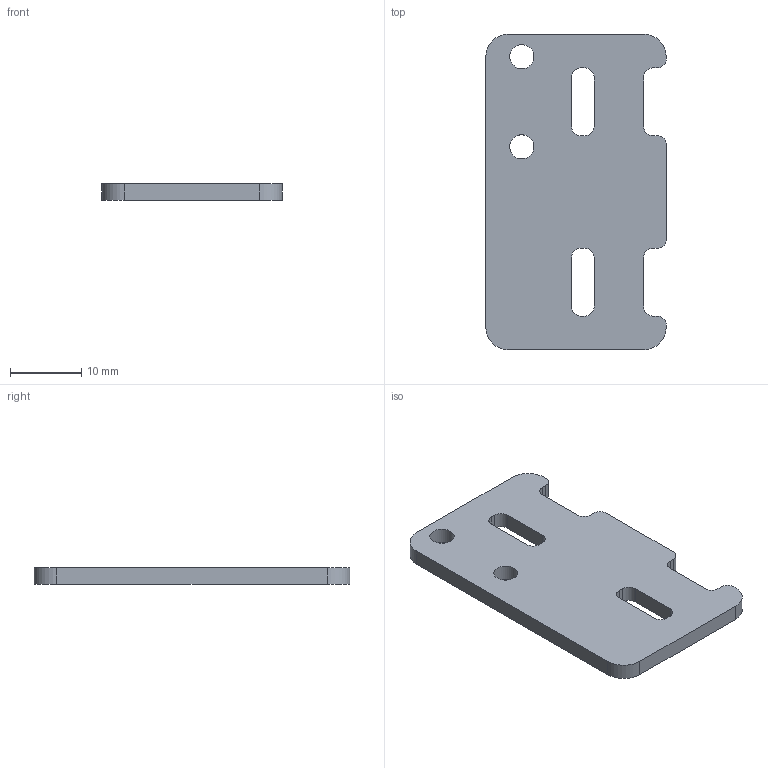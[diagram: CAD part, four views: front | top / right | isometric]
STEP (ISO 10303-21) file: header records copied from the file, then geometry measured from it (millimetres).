
FILE_DESCRIPTION(/* description */ ('NP2 POE CABLE COVER'),/* implementation_level */ '2;1');
FILE_NAME(/* name */ 'J009976 NP2 POE CABLE COVER Rev -.stp',/* time_stamp */ '2021-08-02T16:56:57-04:00',/* author */ ('arnoldj'),/* organization */ (''),/* preprocessor_version */ 'ST-DEVELOPER v18',/* originating_system */ 'Autodesk Inventor 2020',/* authorisation */ '');
FILE_SCHEMA (('AUTOMOTIVE_DESIGN { 1 0 10303 214 3 1 1 }'));
Length unit declared in the file: inch
Products named in the file (1): J009976
Bounding box: 25.4 x 44.45 x 2.29 mm (x, y, z)
Volume: 2249.4 mm3; surface area: 2449 mm2
Topology: 1 solids, 1 shells, 44 faces, 150 edges, 130 vertices
Faces by surface type: cylinder 22, plane 22
Full cylindrical faces by diameter (mm): 3.404 x2
Entity records: 1638 total; most frequent: CARTESIAN_POINT 303, DIRECTION 264, ORIENTED_EDGE 256, EDGE_CURVE 128, AXIS2_PLACEMENT_3D 91, VERTEX_POINT 86, LINE 82, VECTOR 82
